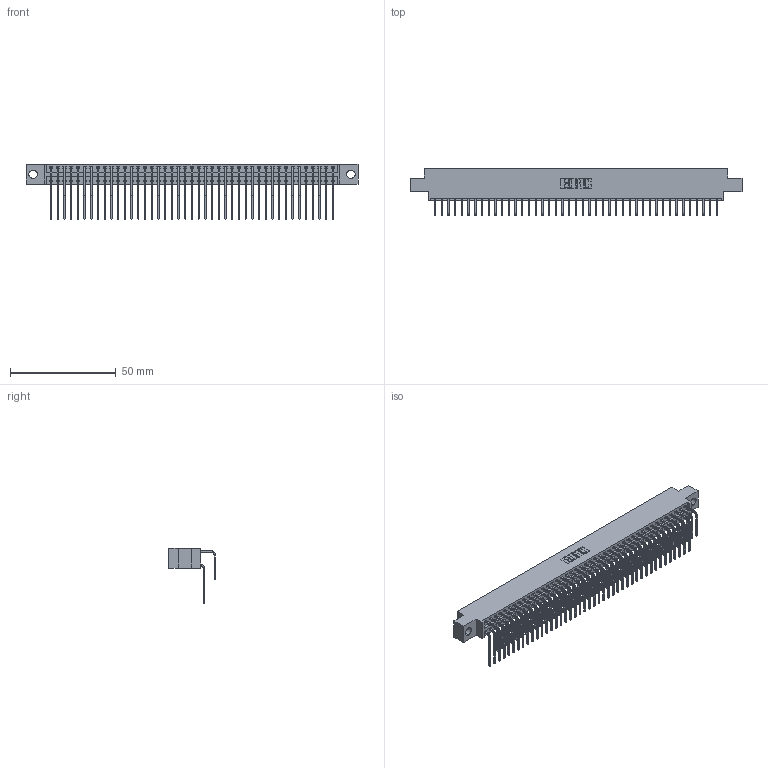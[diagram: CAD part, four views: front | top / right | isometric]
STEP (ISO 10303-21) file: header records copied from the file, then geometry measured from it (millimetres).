
FILE_DESCRIPTION (( 'STEP AP203' ), '1' );
FILE_NAME ('396-086-558-804.STEP', '2019-11-03T13:36:20', ( '' ), ( '' ), 'SwSTEP 2.0', 'SolidWorks 2016', '' );
FILE_SCHEMA (( 'CONFIG_CONTROL_DESIGN' ));
Length unit declared in the file: inch
Products named in the file (4): 396-086-558-804; 345-292-001_558 Tail - 2; 346 Part_0.170 Offset - 0.156 Dia-TH; 345-292-001_558 559 Tail - 1
Assembly tree (87 placements, depth 2):
  396-086-558-804
    346 Part_0.170 Offset - 0.156 Dia-TH
    345-292-001_558 559 Tail - 1  x43
    345-292-001_558 Tail - 2  x43
Bounding box: 157.1 x 22.16 x 26.16 mm (x, y, z)
Volume: 15580.5 mm3; surface area: 23805.2 mm2
Topology: 87 solids, 87 shells, 4770 faces, 14187 edges, 9342 vertices
Faces by surface type: plane 3262, cylinder 1508
Entity records: 29847 total; most frequent: CARTESIAN_POINT 4971, ORIENTED_EDGE 4854, DIRECTION 4403, EDGE_CURVE 2427, LINE 2083, VECTOR 2083, VERTEX_POINT 1614, AXIS2_PLACEMENT_3D 1160
